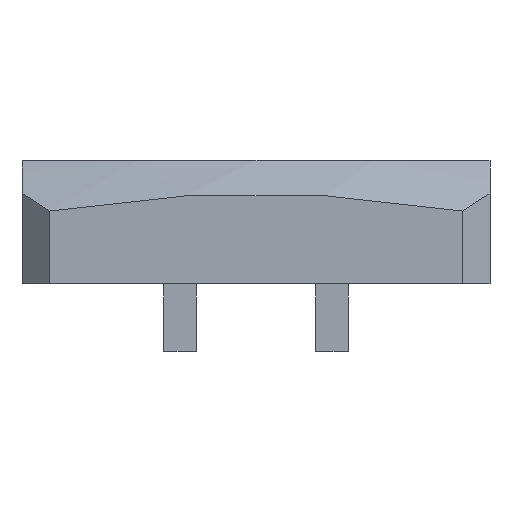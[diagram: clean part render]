
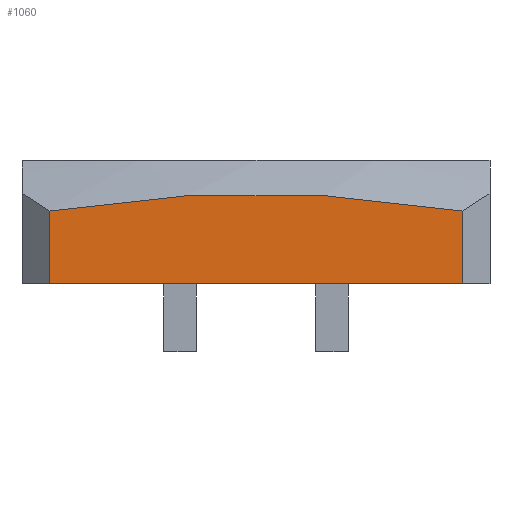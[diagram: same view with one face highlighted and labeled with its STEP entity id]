
A CAD part, front view. The second image highlights one B-rep face of the part: STEP entity #1060.
In plain terms, the highlighted planar face has unit normal (0, -1, 0).
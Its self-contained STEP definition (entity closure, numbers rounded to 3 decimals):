
#73 = SPHERICAL_SURFACE('',#74,60.);
#74 = AXIS2_PLACEMENT_3D('',#75,#76,#77);
#75 = CARTESIAN_POINT('',(0.,18.317,-43.963));
#76 = DIRECTION('',(0.,0.,1.));
#77 = DIRECTION('',(1.,0.,0.));
#107 = PLANE('',#108);
#108 = AXIS2_PLACEMENT_3D('',#109,#110,#111);
#109 = CARTESIAN_POINT('',(8.625,-18.875,0.));
#110 = DIRECTION('',(-0.707,0.707,0.));
#111 = DIRECTION('',(-0.707,-0.707,0.));
#135 = PLANE('',#136);
#136 = AXIS2_PLACEMENT_3D('',#137,#138,#139);
#137 = CARTESIAN_POINT('',(-8.625,-19.875,-1.));
#138 = DIRECTION('',(0.,0.,1.));
#139 = DIRECTION('',(1.,0.,0.));
#304 = VERTEX_POINT('',#305);
#305 = CARTESIAN_POINT('',(-7.625,-19.875,1.68));
#323 = PLANE('',#324);
#324 = AXIS2_PLACEMENT_3D('',#325,#326,#327);
#325 = CARTESIAN_POINT('',(-8.625,-18.875,0.));
#326 = DIRECTION('',(-0.707,-0.707,0.));
#327 = DIRECTION('',(0.707,-0.707,0.));
#339 = EDGE_CURVE('',#304,#340,#342,.T.);
#340 = VERTEX_POINT('',#341);
#341 = CARTESIAN_POINT('',(7.625,-19.875,1.68));
#342 = SURFACE_CURVE('',#343,(#348,#361),.PCURVE_S1.);
#343 = CIRCLE('',#344,46.275);
#344 = AXIS2_PLACEMENT_3D('',#345,#346,#347);
#345 = CARTESIAN_POINT('',(0.,-19.875,-43.963));
#346 = DIRECTION('',(0.,1.,0.));
#347 = DIRECTION('',(0.,-0.,1.));
#348 = PCURVE('',#73,#349);
#349 = DEFINITIONAL_REPRESENTATION('',(#350),#360);
#350 = B_SPLINE_CURVE_WITH_KNOTS('',8,(#351,#352,#353,#354,#355,#356,
    #357,#358,#359),.UNSPECIFIED.,.F.,.F.,(9,9),(6.118,
    6.449),.PIECEWISE_BEZIER_KNOTS.);
#351 = CARTESIAN_POINT('',(4.515,0.864));
#352 = CARTESIAN_POINT('',(4.563,0.872));
#353 = CARTESIAN_POINT('',(4.612,0.878));
#354 = CARTESIAN_POINT('',(4.662,0.882));
#355 = CARTESIAN_POINT('',(4.712,0.883));
#356 = CARTESIAN_POINT('',(4.763,0.882));
#357 = CARTESIAN_POINT('',(4.813,0.878));
#358 = CARTESIAN_POINT('',(4.862,0.872));
#359 = CARTESIAN_POINT('',(4.909,0.864));
#360 = ( GEOMETRIC_REPRESENTATION_CONTEXT(2) 
PARAMETRIC_REPRESENTATION_CONTEXT() REPRESENTATION_CONTEXT('2D SPACE',''
  ) );
#361 = PCURVE('',#362,#367);
#362 = PLANE('',#363);
#363 = AXIS2_PLACEMENT_3D('',#364,#365,#366);
#364 = CARTESIAN_POINT('',(-7.625,-19.875,0.));
#365 = DIRECTION('',(0.,-1.,0.));
#366 = DIRECTION('',(1.,0.,0.));
#367 = DEFINITIONAL_REPRESENTATION('',(#368),#376);
#368 = ( BOUNDED_CURVE() B_SPLINE_CURVE(2,(#369,#370,#371,#372,#373,#374
,#375),.UNSPECIFIED.,.T.,.F.) B_SPLINE_CURVE_WITH_KNOTS((1,2,2,2,2,1),(
    -2.094,0.,2.094,4.189,6.283,
8.378),.UNSPECIFIED.) CURVE() GEOMETRIC_REPRESENTATION_ITEM() 
RATIONAL_B_SPLINE_CURVE((1.,0.5,1.,0.5,1.,0.5,1.)) REPRESENTATION_ITEM(
  '') );
#369 = CARTESIAN_POINT('',(7.625,2.312));
#370 = CARTESIAN_POINT('',(87.775,2.312));
#371 = CARTESIAN_POINT('',(47.7,-67.1));
#372 = CARTESIAN_POINT('',(7.625,-136.512));
#373 = CARTESIAN_POINT('',(-32.45,-67.1));
#374 = CARTESIAN_POINT('',(-72.525,2.312));
#375 = CARTESIAN_POINT('',(7.625,2.312));
#376 = ( GEOMETRIC_REPRESENTATION_CONTEXT(2) 
PARAMETRIC_REPRESENTATION_CONTEXT() REPRESENTATION_CONTEXT('2D SPACE',''
  ) );
#742 = VERTEX_POINT('',#743);
#743 = CARTESIAN_POINT('',(-7.625,-19.875,-1.));
#764 = EDGE_CURVE('',#742,#765,#767,.T.);
#765 = VERTEX_POINT('',#766);
#766 = CARTESIAN_POINT('',(7.625,-19.875,-1.));
#767 = SURFACE_CURVE('',#768,(#772,#779),.PCURVE_S1.);
#768 = LINE('',#769,#770);
#769 = CARTESIAN_POINT('',(-8.625,-19.875,-1.));
#770 = VECTOR('',#771,1.);
#771 = DIRECTION('',(1.,0.,0.));
#772 = PCURVE('',#135,#773);
#773 = DEFINITIONAL_REPRESENTATION('',(#774),#778);
#774 = LINE('',#775,#776);
#775 = CARTESIAN_POINT('',(0.,0.));
#776 = VECTOR('',#777,1.);
#777 = DIRECTION('',(1.,0.));
#778 = ( GEOMETRIC_REPRESENTATION_CONTEXT(2) 
PARAMETRIC_REPRESENTATION_CONTEXT() REPRESENTATION_CONTEXT('2D SPACE',''
  ) );
#779 = PCURVE('',#362,#780);
#780 = DEFINITIONAL_REPRESENTATION('',(#781),#785);
#781 = LINE('',#782,#783);
#782 = CARTESIAN_POINT('',(-1.,-1.));
#783 = VECTOR('',#784,1.);
#784 = DIRECTION('',(1.,0.));
#785 = ( GEOMETRIC_REPRESENTATION_CONTEXT(2) 
PARAMETRIC_REPRESENTATION_CONTEXT() REPRESENTATION_CONTEXT('2D SPACE',''
  ) );
#1038 = EDGE_CURVE('',#340,#765,#1039,.T.);
#1039 = SURFACE_CURVE('',#1040,(#1044,#1051),.PCURVE_S1.);
#1040 = LINE('',#1041,#1042);
#1041 = CARTESIAN_POINT('',(7.625,-19.875,1.68));
#1042 = VECTOR('',#1043,1.);
#1043 = DIRECTION('',(0.,0.,-1.));
#1044 = PCURVE('',#107,#1045);
#1045 = DEFINITIONAL_REPRESENTATION('',(#1046),#1050);
#1046 = LINE('',#1047,#1048);
#1047 = CARTESIAN_POINT('',(1.414,1.68));
#1048 = VECTOR('',#1049,1.);
#1049 = DIRECTION('',(-0.,-1.));
#1050 = ( GEOMETRIC_REPRESENTATION_CONTEXT(2) 
PARAMETRIC_REPRESENTATION_CONTEXT() REPRESENTATION_CONTEXT('2D SPACE',''
  ) );
#1051 = PCURVE('',#362,#1052);
#1052 = DEFINITIONAL_REPRESENTATION('',(#1053),#1057);
#1053 = LINE('',#1054,#1055);
#1054 = CARTESIAN_POINT('',(15.25,1.68));
#1055 = VECTOR('',#1056,1.);
#1056 = DIRECTION('',(0.,-1.));
#1057 = ( GEOMETRIC_REPRESENTATION_CONTEXT(2) 
PARAMETRIC_REPRESENTATION_CONTEXT() REPRESENTATION_CONTEXT('2D SPACE',''
  ) );
#1060 = ADVANCED_FACE('',(#1061),#362,.T.);
#1061 = FACE_BOUND('',#1062,.T.);
#1062 = EDGE_LOOP('',(#1063,#1064,#1065,#1066));
#1063 = ORIENTED_EDGE('',*,*,#764,.T.);
#1064 = ORIENTED_EDGE('',*,*,#1038,.F.);
#1065 = ORIENTED_EDGE('',*,*,#339,.F.);
#1066 = ORIENTED_EDGE('',*,*,#1067,.T.);
#1067 = EDGE_CURVE('',#304,#742,#1068,.T.);
#1068 = SURFACE_CURVE('',#1069,(#1073,#1080),.PCURVE_S1.);
#1069 = LINE('',#1070,#1071);
#1070 = CARTESIAN_POINT('',(-7.625,-19.875,1.68));
#1071 = VECTOR('',#1072,1.);
#1072 = DIRECTION('',(0.,0.,-1.));
#1073 = PCURVE('',#362,#1074);
#1074 = DEFINITIONAL_REPRESENTATION('',(#1075),#1079);
#1075 = LINE('',#1076,#1077);
#1076 = CARTESIAN_POINT('',(0.,1.68));
#1077 = VECTOR('',#1078,1.);
#1078 = DIRECTION('',(0.,-1.));
#1079 = ( GEOMETRIC_REPRESENTATION_CONTEXT(2) 
PARAMETRIC_REPRESENTATION_CONTEXT() REPRESENTATION_CONTEXT('2D SPACE',''
  ) );
#1080 = PCURVE('',#323,#1081);
#1081 = DEFINITIONAL_REPRESENTATION('',(#1082),#1086);
#1082 = LINE('',#1083,#1084);
#1083 = CARTESIAN_POINT('',(1.414,1.68));
#1084 = VECTOR('',#1085,1.);
#1085 = DIRECTION('',(0.,-1.));
#1086 = ( GEOMETRIC_REPRESENTATION_CONTEXT(2) 
PARAMETRIC_REPRESENTATION_CONTEXT() REPRESENTATION_CONTEXT('2D SPACE',''
  ) );
